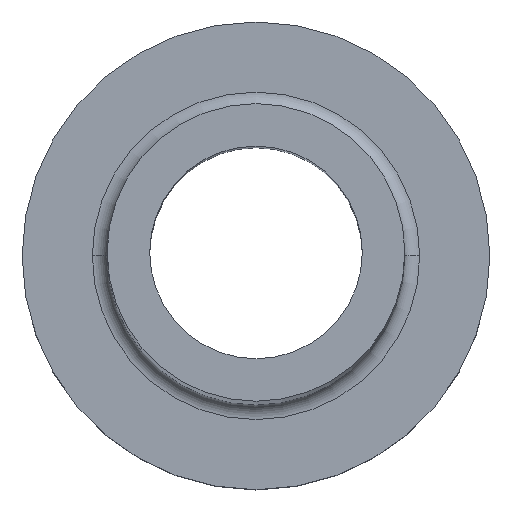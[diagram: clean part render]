
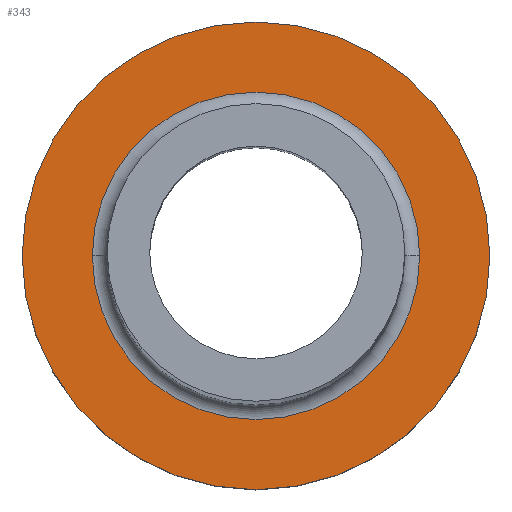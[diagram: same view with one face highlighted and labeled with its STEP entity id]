
A CAD part, top view. The second image highlights one B-rep face of the part: STEP entity #343.
In plain terms, the highlighted planar face has unit normal (0, 0, 1).
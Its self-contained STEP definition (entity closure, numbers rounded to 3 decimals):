
#3 = CIRCLE ( 'NONE', #243, 11. ) ;
#21 = VERTEX_POINT ( 'NONE', #386 ) ;
#27 = DIRECTION ( 'NONE',  ( 0., 0., -1. ) ) ;
#44 = EDGE_CURVE ( 'NONE', #307, #224, #449, .T. ) ;
#55 = CARTESIAN_POINT ( 'NONE',  ( -7.7, 0., 7. ) ) ;
#57 = AXIS2_PLACEMENT_3D ( 'NONE', #428, #70, #389 ) ;
#63 = ORIENTED_EDGE ( 'NONE', *, *, #44, .T. ) ;
#65 = AXIS2_PLACEMENT_3D ( 'NONE', #388, #124, #71 ) ;
#70 = DIRECTION ( 'NONE',  ( 0., 0., 1. ) ) ;
#71 = DIRECTION ( 'NONE',  ( 1., 0., 0. ) ) ;
#90 = AXIS2_PLACEMENT_3D ( 'NONE', #197, #344, #303 ) ;
#94 = PLANE ( 'NONE',  #90 ) ;
#123 = CARTESIAN_POINT ( 'NONE',  ( 0., 0., 7. ) ) ;
#124 = DIRECTION ( 'NONE',  ( 0., 0., -1. ) ) ;
#160 = FACE_BOUND ( 'NONE', #289, .T. ) ;
#165 = EDGE_LOOP ( 'NONE', ( #333, #438 ) ) ;
#170 = CARTESIAN_POINT ( 'NONE',  ( 11., 0., 7. ) ) ;
#197 = CARTESIAN_POINT ( 'NONE',  ( 0., 0., 7. ) ) ;
#207 = EDGE_CURVE ( 'NONE', #21, #456, #3, .T. ) ;
#224 = VERTEX_POINT ( 'NONE', #404 ) ;
#239 = ORIENTED_EDGE ( 'NONE', *, *, #363, .T. ) ;
#243 = AXIS2_PLACEMENT_3D ( 'NONE', #254, #401, #370 ) ;
#250 = AXIS2_PLACEMENT_3D ( 'NONE', #123, #27, #311 ) ;
#254 = CARTESIAN_POINT ( 'NONE',  ( 0., 0., 7. ) ) ;
#289 = EDGE_LOOP ( 'NONE', ( #239, #63 ) ) ;
#303 = DIRECTION ( 'NONE',  ( 1., 0., 0. ) ) ;
#307 = VERTEX_POINT ( 'NONE', #55 ) ;
#308 = CIRCLE ( 'NONE', #57, 11. ) ;
#311 = DIRECTION ( 'NONE',  ( 1., 0., 0. ) ) ;
#333 = ORIENTED_EDGE ( 'NONE', *, *, #207, .T. ) ;
#343 = ADVANCED_FACE ( 'NONE', ( #160, #415 ), #94, .T. ) ;
#344 = DIRECTION ( 'NONE',  ( 0., 0., 1. ) ) ;
#363 = EDGE_CURVE ( 'NONE', #224, #307, #460, .T. ) ;
#370 = DIRECTION ( 'NONE',  ( 1., 0., 0. ) ) ;
#386 = CARTESIAN_POINT ( 'NONE',  ( -11., 0., 7. ) ) ;
#388 = CARTESIAN_POINT ( 'NONE',  ( 0., 0., 7. ) ) ;
#389 = DIRECTION ( 'NONE',  ( 1., 0., 0. ) ) ;
#401 = DIRECTION ( 'NONE',  ( 0., 0., 1. ) ) ;
#404 = CARTESIAN_POINT ( 'NONE',  ( 7.7, 0., 7. ) ) ;
#415 = FACE_OUTER_BOUND ( 'NONE', #165, .T. ) ;
#428 = CARTESIAN_POINT ( 'NONE',  ( 0., 0., 7. ) ) ;
#438 = ORIENTED_EDGE ( 'NONE', *, *, #459, .T. ) ;
#449 = CIRCLE ( 'NONE', #65, 7.7 ) ;
#456 = VERTEX_POINT ( 'NONE', #170 ) ;
#459 = EDGE_CURVE ( 'NONE', #456, #21, #308, .T. ) ;
#460 = CIRCLE ( 'NONE', #250, 7.7 ) ;
